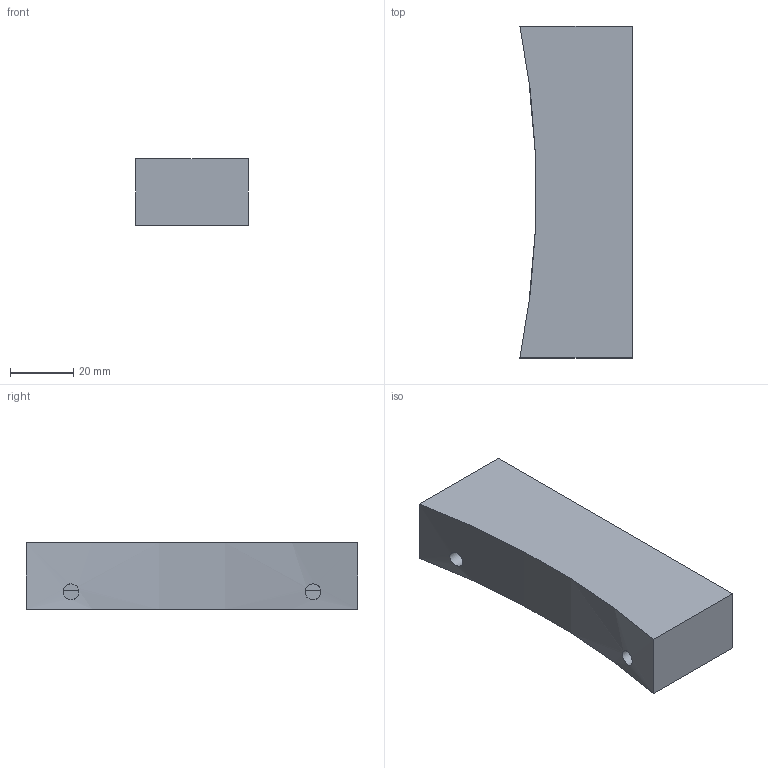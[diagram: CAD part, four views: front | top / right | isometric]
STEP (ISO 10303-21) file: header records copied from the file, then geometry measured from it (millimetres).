
FILE_DESCRIPTION(('FreeCAD Model'),'2;1');
FILE_NAME('test1.step', '2016-10-16T20:04:58',('Author'),(''), 'Open CASCADE STEP processor 6.9','FreeCAD','Unknown');
FILE_SCHEMA(('AUTOMOTIVE_DESIGN { 1 0 10303 214 1 1 1 1 }'));
Length unit declared in the file: millimetre
Products named in the file (2): ASSEMBLY; Cutout004
Assembly tree (1 placements, depth 2):
  ASSEMBLY
    Cutout004
Bounding box: 35.47 x 105 x 21 mm (x, y, z)
Volume: 37803.9 mm3; surface area: 16404.4 mm2
Topology: 1 solids, 1 shells, 17 faces, 44 edges, 28 vertices
Faces by surface type: plane 14, cylinder 3
Full cylindrical faces by diameter (mm): 5 x2
Entity records: 6019 total; most frequent: CARTESIAN_POINT 5085, DIRECTION 168, LINE 106, VECTOR 106, ORIENTED_EDGE 88, PCURVE 88, DEFINITIONAL_REPRESENTATION 88, EDGE_CURVE 44
